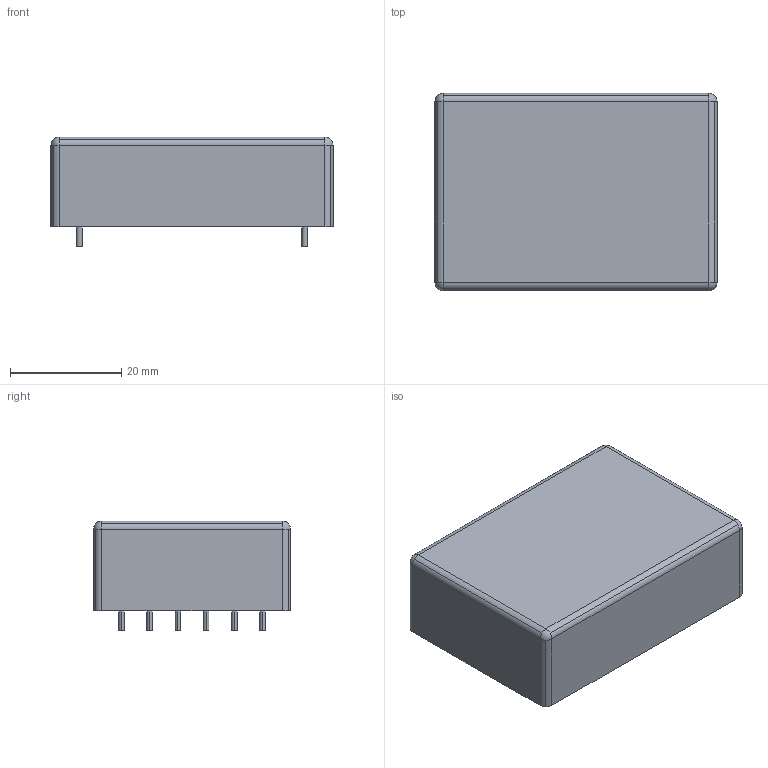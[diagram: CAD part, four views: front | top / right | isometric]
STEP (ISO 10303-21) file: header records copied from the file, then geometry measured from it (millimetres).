
FILE_DESCRIPTION((''),'2;1');
FILE_NAME('PWS_MATSUSADA_TC.stp','2009-09-14T10:46:48',(''),(''),'Mechanical Desktop 2006','Mechanical Desktop 2006',', , ');
FILE_SCHEMA(('AUTOMOTIVE_DESIGN { 1 2 10303 214 0 1 1 1 }'));
Length unit declared in the file: millimetre
Products named in the file (1): Product
Bounding box: 50.8 x 35.5 x 19.8 mm (x, y, z)
Volume: 29122.5 mm3; surface area: 6337 mm2
Topology: 8 solids, 8 shells, 54 faces, 106 edges, 64 vertices
Faces by surface type: cylinder 30, plane 20, sphere 4
Entity records: 1415 total; most frequent: DIRECTION 272, CARTESIAN_POINT 221, ORIENTED_EDGE 204, AXIS2_PLACEMENT_3D 115, EDGE_CURVE 102, VERTEX_POINT 64, CIRCLE 60, EDGE_LOOP 54
